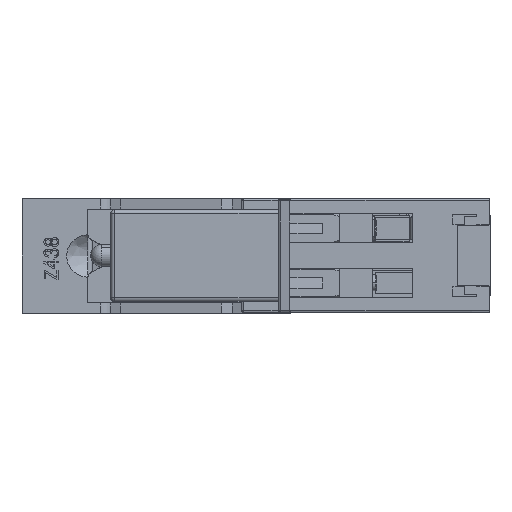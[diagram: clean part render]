
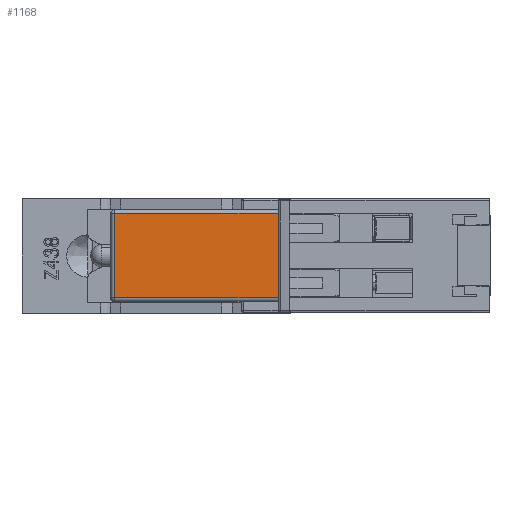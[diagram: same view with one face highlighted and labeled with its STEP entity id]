
A CAD part, left-side view. The second image highlights one B-rep face of the part: STEP entity #1168.
In plain terms, the highlighted planar face has unit normal (-1, 0, 0).
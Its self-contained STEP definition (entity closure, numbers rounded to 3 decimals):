
#1168=ADVANCED_FACE('',(#7254),#7255,.F.);
#7254=FACE_OUTER_BOUND('',#17249,.T.);
#7255=PLANE('',#17250);
#17249=EDGE_LOOP('',(#36212,#36213,#36214,#36215,#36216,#36217));
#17250=AXIS2_PLACEMENT_3D('',#36218,#36219,#36220);
#36212=ORIENTED_EDGE('',*,*,#73658,.T.);
#36213=ORIENTED_EDGE('',*,*,#73629,.T.);
#36214=ORIENTED_EDGE('',*,*,#73657,.T.);
#36215=ORIENTED_EDGE('',*,*,#73659,.T.);
#36216=ORIENTED_EDGE('',*,*,#73660,.T.);
#36217=ORIENTED_EDGE('',*,*,#73631,.T.);
#36218=CARTESIAN_POINT('',(-66.0,28.9,-14.236));
#36219=DIRECTION('',(1.0,0.0,0.0));
#36220=DIRECTION('',(0.0,1.0,-0.0));
#73629=EDGE_CURVE('',#90135,#90132,#90136,.T.);
#73631=EDGE_CURVE('',#90139,#90137,#90140,.T.);
#73657=EDGE_CURVE('',#90132,#90186,#90188,.T.);
#73658=EDGE_CURVE('',#90137,#90135,#90189,.T.);
#73659=EDGE_CURVE('',#90186,#90190,#90191,.T.);
#73660=EDGE_CURVE('',#90190,#90139,#90192,.T.);
#90132=VERTEX_POINT('',#118977);
#90135=VERTEX_POINT('',#118980);
#90136=LINE('',#118981,#118982);
#90137=VERTEX_POINT('',#118983);
#90139=VERTEX_POINT('',#118985);
#90140=LINE('',#118986,#118987);
#90186=VERTEX_POINT('',#119050);
#90188=LINE('',#119052,#119053);
#90189=LINE('',#119054,#119055);
#90190=VERTEX_POINT('',#119056);
#90191=LINE('',#119057,#119058);
#90192=LINE('',#119059,#119060);
#118977=CARTESIAN_POINT('',(-66.0,28.9,-2.136));
#118980=CARTESIAN_POINT('',(-66.0,28.9,-5.009));
#118981=CARTESIAN_POINT('',(-66.0,28.9,-5.009));
#118982=VECTOR('',#154832,2.873);
#118983=CARTESIAN_POINT('',(-66.0,28.9,-8.156));
#118985=CARTESIAN_POINT('',(-66.0,28.9,-13.736));
#118986=CARTESIAN_POINT('',(-66.0,28.9,-13.736));
#118987=VECTOR('',#154836,5.581);
#119050=CARTESIAN_POINT('',(-66.0,51.4,-2.136));
#119052=CARTESIAN_POINT('',(-66.0,28.9,-2.136));
#119053=VECTOR('',#154878,22.5);
#119054=CARTESIAN_POINT('',(-66.0,28.9,-8.156));
#119055=VECTOR('',#154879,3.147);
#119056=CARTESIAN_POINT('',(-66.0,51.4,-13.736));
#119057=CARTESIAN_POINT('',(-66.0,51.4,-2.136));
#119058=VECTOR('',#154880,11.6);
#119059=CARTESIAN_POINT('',(-66.0,51.4,-13.736));
#119060=VECTOR('',#154881,22.5);
#154832=DIRECTION('',(0.0,0.,1.0));
#154836=DIRECTION('',(0.0,0.,1.0));
#154878=DIRECTION('',(0.0,1.0,0.0));
#154879=DIRECTION('',(0.0,0.0,1.0));
#154880=DIRECTION('',(0.0,0.0,-1.0));
#154881=DIRECTION('',(0.0,-1.0,0.0));
